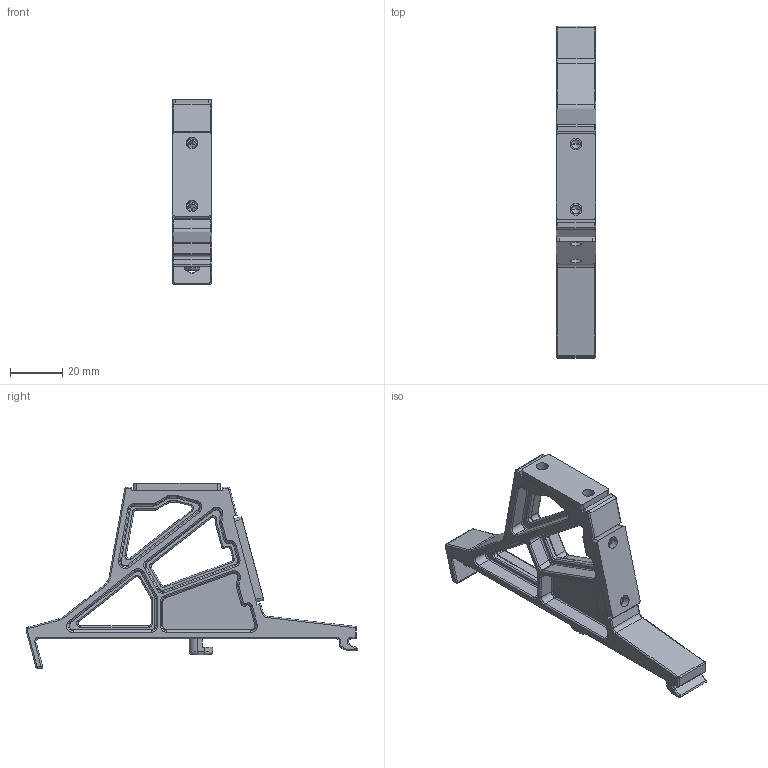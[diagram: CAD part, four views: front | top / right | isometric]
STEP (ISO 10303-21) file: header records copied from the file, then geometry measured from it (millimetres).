
FILE_DESCRIPTION (( 'STEP AP203' ), '1' );
FILE_NAME ('蚾樅盓傅殤(B).STEP', '2018-02-08T04:37:51', ( 'dji-n505' ), ( '' ), 'SwSTEP 2.0', 'SolidWorks 2016', '' );
FILE_SCHEMA (( 'CONFIG_CONTROL_DESIGN' ));
Length unit declared in the file: millimetre
Products named in the file (1): 蚾樅盓傅殤(B)
Bounding box: 15 x 127.11 x 71.14 mm (x, y, z)
Volume: 27333.5 mm3; surface area: 18786.4 mm2
Topology: 3 solids, 3 shells, 642 faces, 1499 edges, 870 vertices
Faces by surface type: cylinder 300, bspline 194, plane 122, cone 26
Entity records: 21542 total; most frequent: CARTESIAN_POINT 7692, ORIENTED_EDGE 2970, DIRECTION 2853, EDGE_CURVE 1485, AXIS2_PLACEMENT_3D 1115, VERTEX_POINT 870, EDGE_LOOP 679, CIRCLE 666
